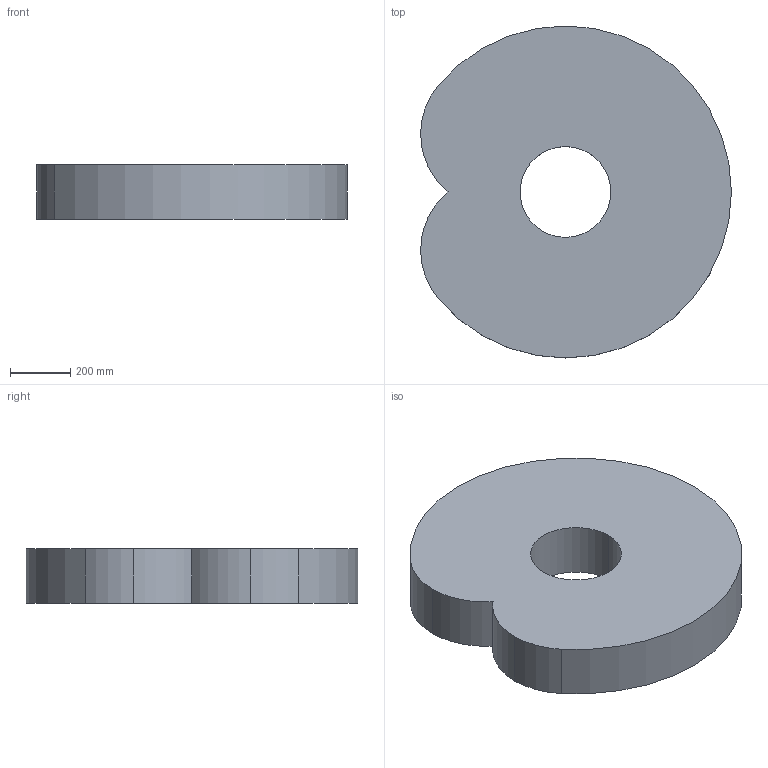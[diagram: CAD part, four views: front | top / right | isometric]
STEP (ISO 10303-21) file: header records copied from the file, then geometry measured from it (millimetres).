
FILE_DESCRIPTION (( 'STEP AP214' ), '1' );
FILE_NAME ('910SC 0.55 3D working space.STEP', '2021-03-15T03:03:49', ( '' ), ( '' ), 'SwSTEP 2.0', 'SolidWorks 2018', '' );
FILE_SCHEMA (( 'AUTOMOTIVE_DESIGN' ));
Length unit declared in the file: millimetre
Products named in the file (1): 910SC 0.55 3D working space
Bounding box: 1029.81 x 1100 x 180 mm (x, y, z)
Volume: 151532833.4 mm3; surface area: 2479629.2 mm2
Topology: 1 solids, 1 shells, 9 faces, 21 edges, 14 vertices
Faces by surface type: cylinder 7, plane 2
Entity records: 406 total; most frequent: DIRECTION 55, CARTESIAN_POINT 45, ORIENTED_EDGE 42, AXIS2_PLACEMENT_3D 24, EDGE_CURVE 21, VERTEX_POINT 14, CIRCLE 14, UNCERTAINTY_MEASURE_WITH_UNIT 12
